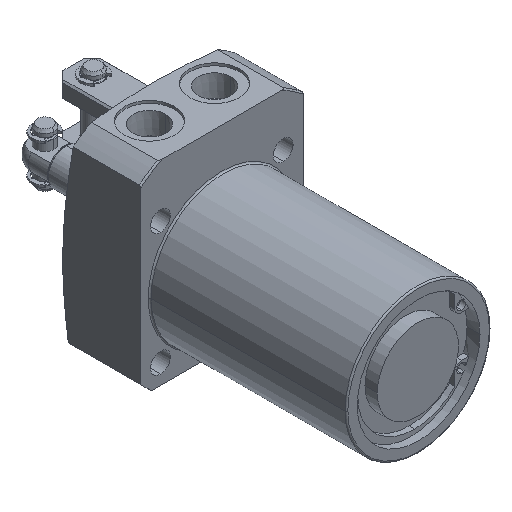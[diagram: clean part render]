
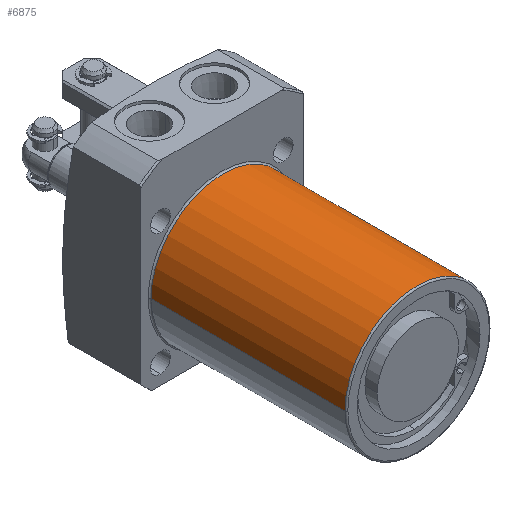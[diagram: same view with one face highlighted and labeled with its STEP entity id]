
A CAD part, isometric view. The second image highlights one B-rep face of the part: STEP entity #6875.
In plain terms, the highlighted cylindrical face has radius 20 mm (diameter 40 mm), a partial arc.
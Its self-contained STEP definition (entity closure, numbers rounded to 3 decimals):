
#75 = CARTESIAN_POINT ( 'NONE',  ( 0., 0., 0. ) ) ;
#88 = DIRECTION ( 'NONE',  ( 0., 1., 0. ) ) ;
#90 = DIRECTION ( 'NONE',  ( -1., 0., 0. ) ) ;
#171 = CARTESIAN_POINT ( 'NONE',  ( -20., -24.6, 0. ) ) ;
#191 = CARTESIAN_POINT ( 'NONE',  ( 20., -78.3, 0. ) ) ;
#1214 = EDGE_CURVE ( 'NONE', #4448, #4447, #9661, .T. ) ;
#1221 = EDGE_CURVE ( 'NONE', #4446, #4447, #9648, .T. ) ;
#2064 = AXIS2_PLACEMENT_3D ( 'NONE', #75, #88, #90 ) ;
#2125 = AXIS2_PLACEMENT_3D ( 'NONE', #6662, #6661, #6660 ) ;
#2333 = CARTESIAN_POINT ( 'NONE',  ( -20., -78.3, 0. ) ) ;
#2336 = CARTESIAN_POINT ( 'NONE',  ( 20., -24.6, 0. ) ) ;
#2436 = EDGE_CURVE ( 'NONE', #4449, #4446, #9493, .T. ) ;
#2480 = EDGE_CURVE ( 'NONE', #4449, #4448, #9437, .T. ) ;
#2540 = AXIS2_PLACEMENT_3D ( 'NONE', #5953, #5951, #5950 ) ;
#4446 = VERTEX_POINT ( 'NONE', #171 ) ;
#4447 = VERTEX_POINT ( 'NONE', #2336 ) ;
#4448 = VERTEX_POINT ( 'NONE', #191 ) ;
#4449 = VERTEX_POINT ( 'NONE', #2333 ) ;
#4918 = EDGE_LOOP ( 'NONE', ( #7454, #8015, #8177, #8001 ) ) ;
#5950 = DIRECTION ( 'NONE',  ( -1., 0., 0. ) ) ;
#5951 = DIRECTION ( 'NONE',  ( 0., 1., 0. ) ) ;
#5953 = CARTESIAN_POINT ( 'NONE',  ( 0., -24.6, 0. ) ) ;
#5980 = CARTESIAN_POINT ( 'NONE',  ( 20., 0., 0. ) ) ;
#5991 = DIRECTION ( 'NONE',  ( 0., 1., 0. ) ) ;
#6616 = CARTESIAN_POINT ( 'NONE',  ( -20., 0., 0. ) ) ;
#6637 = DIRECTION ( 'NONE',  ( 0., 1., 0. ) ) ;
#6660 = DIRECTION ( 'NONE',  ( -1., 0., 0. ) ) ;
#6661 = DIRECTION ( 'NONE',  ( 0., 1., 0. ) ) ;
#6662 = CARTESIAN_POINT ( 'NONE',  ( 0., -78.3, 0. ) ) ;
#6875 = ADVANCED_FACE ( 'NONE', ( #9231 ), #9220, .T. ) ;
#7454 = ORIENTED_EDGE ( 'NONE', *, *, #2480, .T. ) ;
#8001 = ORIENTED_EDGE ( 'NONE', *, *, #2436, .F. ) ;
#8015 = ORIENTED_EDGE ( 'NONE', *, *, #1214, .T. ) ;
#8177 = ORIENTED_EDGE ( 'NONE', *, *, #1221, .F. ) ;
#9220 = CYLINDRICAL_SURFACE ( 'NONE', #2064, 20. ) ;
#9231 = FACE_OUTER_BOUND ( 'NONE', #4918, .T. ) ;
#9437 = CIRCLE ( 'NONE', #2125, 20. ) ;
#9490 = VECTOR ( 'NONE', #6637, 1000. ) ;
#9493 = LINE ( 'NONE', #6616, #9490 ) ;
#9648 = CIRCLE ( 'NONE', #2540, 20. ) ;
#9658 = VECTOR ( 'NONE', #5991, 1000. ) ;
#9661 = LINE ( 'NONE', #5980, #9658 ) ;
